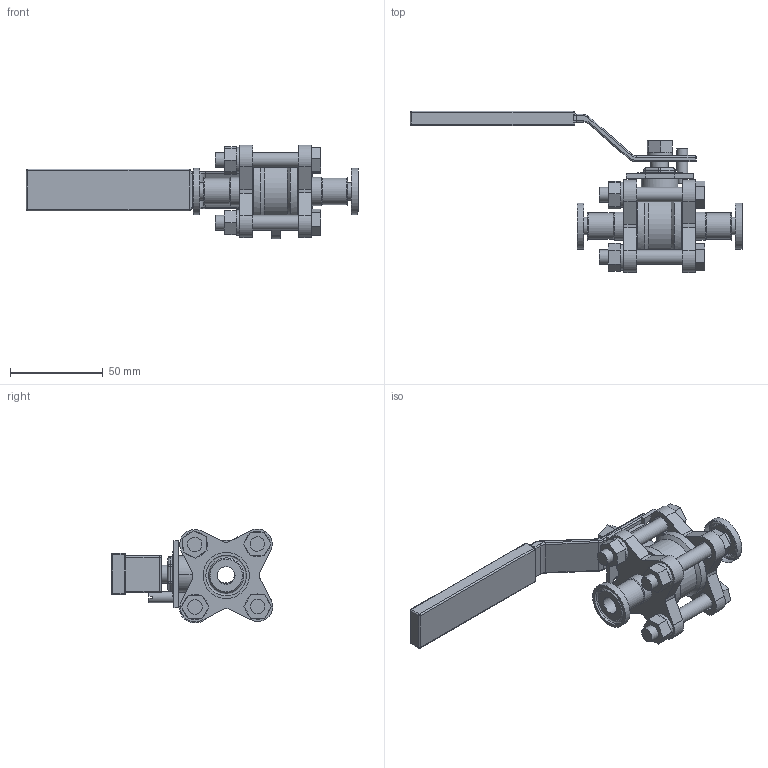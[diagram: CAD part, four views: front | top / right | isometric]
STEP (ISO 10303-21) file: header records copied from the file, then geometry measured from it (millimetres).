
FILE_DESCRIPTION(/* description */ (''),/* implementation_level */ '2;1');
FILE_NAME(/* name */ 'BLV2C-.50.stp',/* time_stamp */ '2022-09-28T09:31:24-04:00',/* author */ ('gage'),/* organization */ (''),/* preprocessor_version */ 'ST-DEVELOPER v18.1',/* originating_system */ 'Autodesk Inventor 2020',/* authorisation */ '');
FILE_SCHEMA (('AUTOMOTIVE_DESIGN { 1 0 10303 214 3 1 1 }'));
Length unit declared in the file: inch
Products named in the file (1): BLV2C-.50
Bounding box: 179.13 x 87.01 x 50.68 mm (x, y, z)
Volume: 94216.4 mm3; surface area: 43160.7 mm2
Topology: 1 solids, 2 shells, 472 faces, 1172 edges, 732 vertices
Faces by surface type: plane 250, cylinder 157, torus 25, sphere 22, cone 14, bspline 4
Full cylindrical faces by diameter (mm): 5 x4, 5.969 x1, 7.823 x8, 8.382 x5, 9.525 x4, 9.906 x1, 10.033 x1, 10.16 x10, 12.319 x1, 12.7 x2, 13.614 x5, 14.224 x2, 15.24 x2, 21.895 x2, 24.994 x2, 25.146 x1, 35.56 x2, 36.398 x2
Entity records: 14403 total; most frequent: CARTESIAN_POINT 2746, DIRECTION 2565, ORIENTED_EDGE 2348, EDGE_CURVE 1174, AXIS2_PLACEMENT_3D 974, VERTEX_POINT 732, LINE 617, VECTOR 617
